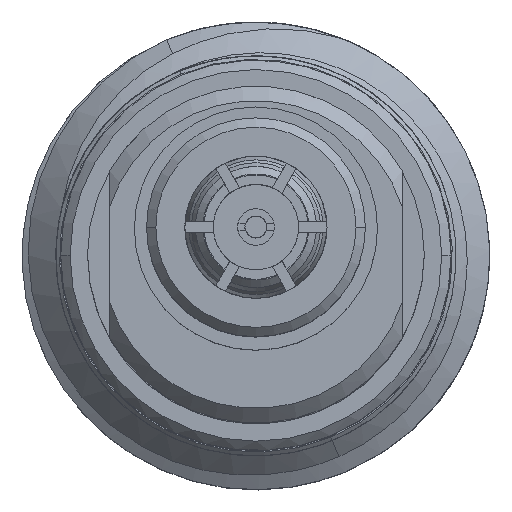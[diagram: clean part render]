
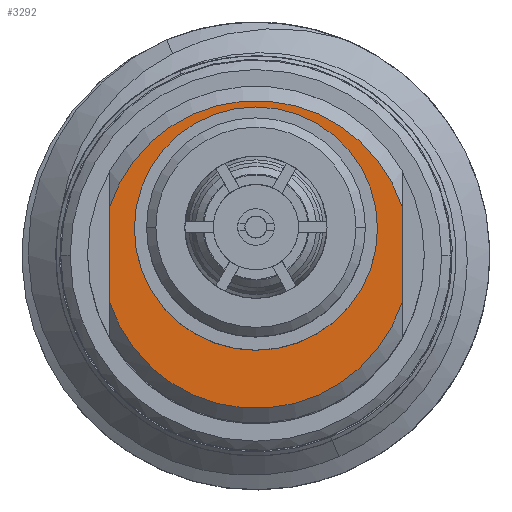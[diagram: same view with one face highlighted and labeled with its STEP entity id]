
A CAD part, top view. The second image highlights one B-rep face of the part: STEP entity #3292.
In plain terms, the highlighted face is planar.
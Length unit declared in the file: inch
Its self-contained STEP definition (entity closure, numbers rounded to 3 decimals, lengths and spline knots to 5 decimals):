
#179 = CARTESIAN_POINT ( 'NONE',  ( 0.566, 0.07813, 0. ) ) ;
#852 = LINE ( 'NONE', #13323, #9866 ) ;
#860 = PLANE ( 'NONE',  #12957 ) ;
#897 = CARTESIAN_POINT ( 'NONE',  ( 0.566, 0., 0. ) ) ;
#1370 = DIRECTION ( 'NONE',  ( 0., 0., -1. ) ) ;
#1839 = AXIS2_PLACEMENT_3D ( 'NONE', #897, #1946, #10247 ) ;
#1946 = DIRECTION ( 'NONE',  ( -1., 0., 0. ) ) ;
#2295 = DIRECTION ( 'NONE',  ( -1., 0., 0. ) ) ;
#2397 = EDGE_CURVE ( 'NONE', #12230, #6473, #7370, .T. ) ;
#2468 = EDGE_LOOP ( 'NONE', ( #10792, #8076, #3731, #12838 ) ) ;
#2534 = CARTESIAN_POINT ( 'NONE',  ( 0.566, -0.035, 0. ) ) ;
#2770 = VERTEX_POINT ( 'NONE', #5150 ) ;
#3292 = ADVANCED_FACE ( 'NONE', ( #5463, #4472 ), #860, .F. ) ;
#3427 = DIRECTION ( 'NONE',  ( 0., -1., 0. ) ) ;
#3646 = EDGE_CURVE ( 'NONE', #6051, #2770, #5422, .T. ) ;
#3674 = VERTEX_POINT ( 'NONE', #6200 ) ;
#3731 = ORIENTED_EDGE ( 'NONE', *, *, #13793, .F. ) ;
#3961 = DIRECTION ( 'NONE',  ( -1., 0., 0. ) ) ;
#4046 = CIRCLE ( 'NONE', #6266, 0.08223 ) ;
#4472 = FACE_OUTER_BOUND ( 'NONE', #2468, .T. ) ;
#4851 = EDGE_LOOP ( 'NONE', ( #10239, #12632 ) ) ;
#5150 = CARTESIAN_POINT ( 'NONE',  ( 0.566, 0.035, 0. ) ) ;
#5386 = DIRECTION ( 'NONE',  ( -1., 0., 0. ) ) ;
#5422 = CIRCLE ( 'NONE', #1839, 0.035 ) ;
#5463 = FACE_BOUND ( 'NONE', #4851, .T. ) ;
#6051 = VERTEX_POINT ( 'NONE', #2534 ) ;
#6161 = DIRECTION ( 'NONE',  ( 0., 0., 1. ) ) ;
#6200 = CARTESIAN_POINT ( 'NONE',  ( 0.566, -0.07812, 0.02564 ) ) ;
#6266 = AXIS2_PLACEMENT_3D ( 'NONE', #6478, #2295, #9630 ) ;
#6316 = CARTESIAN_POINT ( 'NONE',  ( 0.566, 0., 0. ) ) ;
#6473 = VERTEX_POINT ( 'NONE', #9473 ) ;
#6478 = CARTESIAN_POINT ( 'NONE',  ( 0.566, 0., 0. ) ) ;
#6774 = CIRCLE ( 'NONE', #7659, 0.035 ) ;
#7370 = LINE ( 'NONE', #179, #10387 ) ;
#7659 = AXIS2_PLACEMENT_3D ( 'NONE', #6316, #3961, #8352 ) ;
#7967 = EDGE_CURVE ( 'NONE', #2770, #6051, #6774, .T. ) ;
#8076 = ORIENTED_EDGE ( 'NONE', *, *, #10629, .F. ) ;
#8352 = DIRECTION ( 'NONE',  ( 0., -1., 0. ) ) ;
#8508 = CARTESIAN_POINT ( 'NONE',  ( 0.566, 0., 0. ) ) ;
#9473 = CARTESIAN_POINT ( 'NONE',  ( 0.566, 0.07813, -0.02564 ) ) ;
#9630 = DIRECTION ( 'NONE',  ( 0., -1., 0. ) ) ;
#9814 = AXIS2_PLACEMENT_3D ( 'NONE', #8508, #12756, #11713 ) ;
#9866 = VECTOR ( 'NONE', #6161, 39.37008 ) ;
#10066 = CARTESIAN_POINT ( 'NONE',  ( 0.566, -0.07812, -0.02564 ) ) ;
#10239 = ORIENTED_EDGE ( 'NONE', *, *, #7967, .T. ) ;
#10247 = DIRECTION ( 'NONE',  ( 0., -1., 0. ) ) ;
#10387 = VECTOR ( 'NONE', #1370, 39.37008 ) ;
#10629 = EDGE_CURVE ( 'NONE', #3674, #12230, #13139, .T. ) ;
#10682 = CARTESIAN_POINT ( 'NONE',  ( 0.566, 0., 0. ) ) ;
#10792 = ORIENTED_EDGE ( 'NONE', *, *, #2397, .F. ) ;
#11713 = DIRECTION ( 'NONE',  ( 0., -1., 0. ) ) ;
#11755 = EDGE_CURVE ( 'NONE', #6473, #13551, #4046, .T. ) ;
#12230 = VERTEX_POINT ( 'NONE', #13651 ) ;
#12632 = ORIENTED_EDGE ( 'NONE', *, *, #3646, .T. ) ;
#12756 = DIRECTION ( 'NONE',  ( -1., 0., 0. ) ) ;
#12838 = ORIENTED_EDGE ( 'NONE', *, *, #11755, .F. ) ;
#12957 = AXIS2_PLACEMENT_3D ( 'NONE', #10682, #5386, #3427 ) ;
#13139 = CIRCLE ( 'NONE', #9814, 0.08223 ) ;
#13323 = CARTESIAN_POINT ( 'NONE',  ( 0.566, -0.07812, 0. ) ) ;
#13551 = VERTEX_POINT ( 'NONE', #10066 ) ;
#13651 = CARTESIAN_POINT ( 'NONE',  ( 0.566, 0.07813, 0.02564 ) ) ;
#13793 = EDGE_CURVE ( 'NONE', #13551, #3674, #852, .T. ) ;
